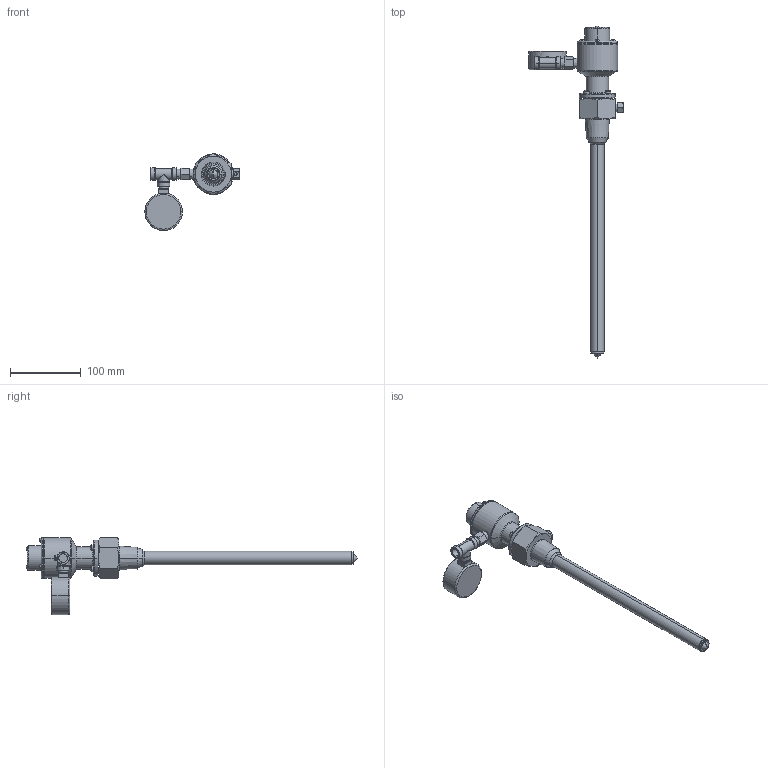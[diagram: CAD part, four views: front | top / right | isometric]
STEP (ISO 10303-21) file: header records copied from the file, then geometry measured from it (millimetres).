
FILE_DESCRIPTION (( 'STEP AP203' ), '1' );
FILE_NAME ('HT 12 PG (HBT).STEP', '2014-01-22T18:21:19', ( 'PCTech' ), ( 'Microsoft' ), 'SwSTEP 2.0', 'SolidWorks 2013', '' );
FILE_SCHEMA (( 'CONFIG_CONTROL_DESIGN' ));
Length unit declared in the file: inch
Products named in the file (1): HT 12 PG (HBT)
Bounding box: 133.14 x 468.34 x 109.12 mm (x, y, z)
Volume: 419006.1 mm3; surface area: 65866.6 mm2
Topology: 1 solids, 1 shells, 288 faces, 691 edges, 425 vertices
Faces by surface type: plane 85, cylinder 74, cone 51, torus 36, sphere 26, bspline 16
Entity records: 9987 total; most frequent: CARTESIAN_POINT 3206, DIRECTION 1491, ORIENTED_EDGE 1370, EDGE_CURVE 685, AXIS2_PLACEMENT_3D 655, VERTEX_POINT 425, CIRCLE 382, EDGE_LOOP 320
